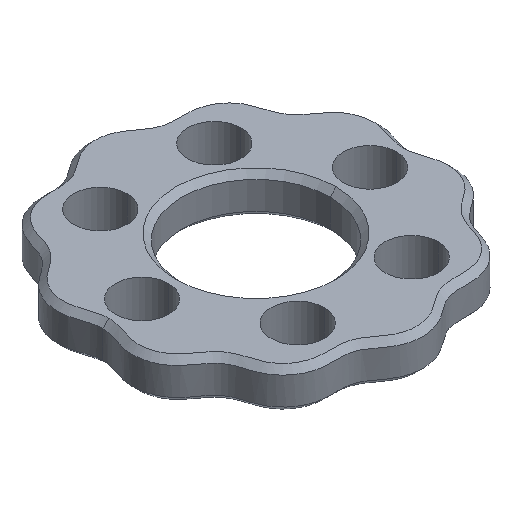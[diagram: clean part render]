
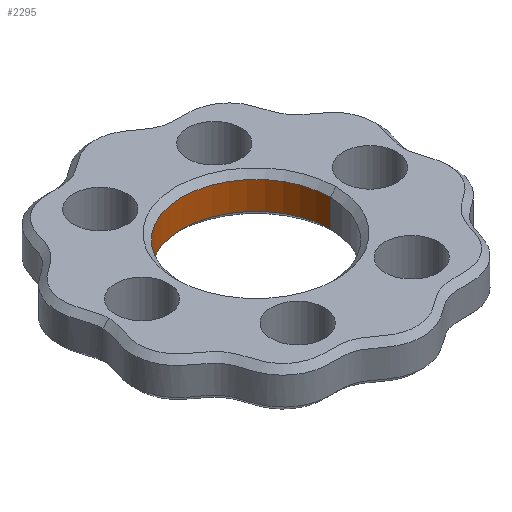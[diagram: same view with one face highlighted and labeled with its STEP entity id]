
A CAD part, isometric view. The second image highlights one B-rep face of the part: STEP entity #2295.
In plain terms, the highlighted cylindrical face has radius 7.5 mm (diameter 15 mm), a partial arc.
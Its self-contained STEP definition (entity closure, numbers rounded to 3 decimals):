
#465 = LINE ( 'NONE', #3376, #8345 ) ;
#632 = AXIS2_PLACEMENT_3D ( 'NONE', #5921, #865, #3761 ) ;
#745 = ORIENTED_EDGE ( 'NONE', *, *, #8412, .T. ) ;
#865 = DIRECTION ( 'NONE',  ( 0., 0., -1. ) ) ;
#1107 = VERTEX_POINT ( 'NONE', #1610 ) ;
#1245 = CARTESIAN_POINT ( 'NONE',  ( -7.5, 0., 3.4 ) ) ;
#1284 = DIRECTION ( 'NONE',  ( 0., 0., -1. ) ) ;
#1610 = CARTESIAN_POINT ( 'NONE',  ( -7.5, 0., 0.6 ) ) ;
#1867 = VECTOR ( 'NONE', #8996, 1000. ) ;
#1919 = EDGE_LOOP ( 'NONE', ( #2323, #745, #4227, #3645 ) ) ;
#2206 = CARTESIAN_POINT ( 'NONE',  ( 0., 0., 3.4 ) ) ;
#2295 = ADVANCED_FACE ( 'NONE', ( #7665 ), #6153, .F. ) ;
#2323 = ORIENTED_EDGE ( 'NONE', *, *, #5179, .F. ) ;
#2335 = VERTEX_POINT ( 'NONE', #1245 ) ;
#2721 = EDGE_CURVE ( 'NONE', #2335, #1107, #465, .T. ) ;
#3376 = CARTESIAN_POINT ( 'NONE',  ( -7.5, 0., 4. ) ) ;
#3645 = ORIENTED_EDGE ( 'NONE', *, *, #5058, .T. ) ;
#3761 = DIRECTION ( 'NONE',  ( 1., 0., 0. ) ) ;
#3771 = DIRECTION ( 'NONE',  ( 1., 0., 0. ) ) ;
#4227 = ORIENTED_EDGE ( 'NONE', *, *, #2721, .T. ) ;
#4268 = VERTEX_POINT ( 'NONE', #5739 ) ;
#5058 = EDGE_CURVE ( 'NONE', #1107, #5262, #8777, .T. ) ;
#5079 = DIRECTION ( 'NONE',  ( 0., 0., 1. ) ) ;
#5179 = EDGE_CURVE ( 'NONE', #4268, #5262, #8087, .T. ) ;
#5262 = VERTEX_POINT ( 'NONE', #8044 ) ;
#5367 = CARTESIAN_POINT ( 'NONE',  ( 7.5, 0., 4. ) ) ;
#5452 = DIRECTION ( 'NONE',  ( 0., 0., -1. ) ) ;
#5594 = CARTESIAN_POINT ( 'NONE',  ( 0., 0., 4. ) ) ;
#5739 = CARTESIAN_POINT ( 'NONE',  ( 7.5, 0., 3.4 ) ) ;
#5921 = CARTESIAN_POINT ( 'NONE',  ( 0., 0., 0.6 ) ) ;
#6089 = AXIS2_PLACEMENT_3D ( 'NONE', #2206, #5079, #3771 ) ;
#6153 = CYLINDRICAL_SURFACE ( 'NONE', #7148, 7.5 ) ;
#6388 = CIRCLE ( 'NONE', #6089, 7.5 ) ;
#7148 = AXIS2_PLACEMENT_3D ( 'NONE', #5594, #5452, #8456 ) ;
#7665 = FACE_OUTER_BOUND ( 'NONE', #1919, .T. ) ;
#8044 = CARTESIAN_POINT ( 'NONE',  ( 7.5, 0., 0.6 ) ) ;
#8087 = LINE ( 'NONE', #5367, #1867 ) ;
#8345 = VECTOR ( 'NONE', #1284, 1000. ) ;
#8412 = EDGE_CURVE ( 'NONE', #4268, #2335, #6388, .T. ) ;
#8456 = DIRECTION ( 'NONE',  ( -1., 0., 0. ) ) ;
#8777 = CIRCLE ( 'NONE', #632, 7.5 ) ;
#8996 = DIRECTION ( 'NONE',  ( 0., 0., -1. ) ) ;
